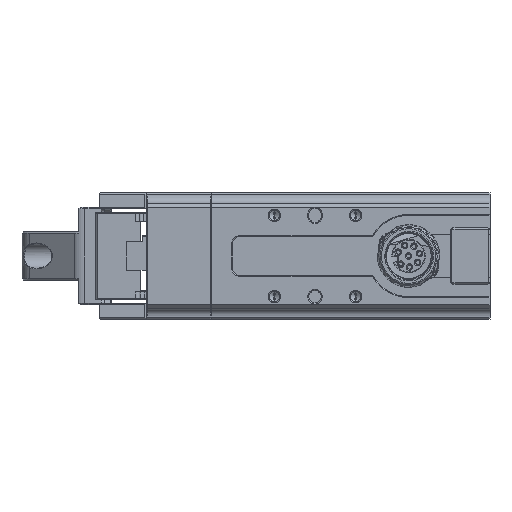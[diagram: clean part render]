
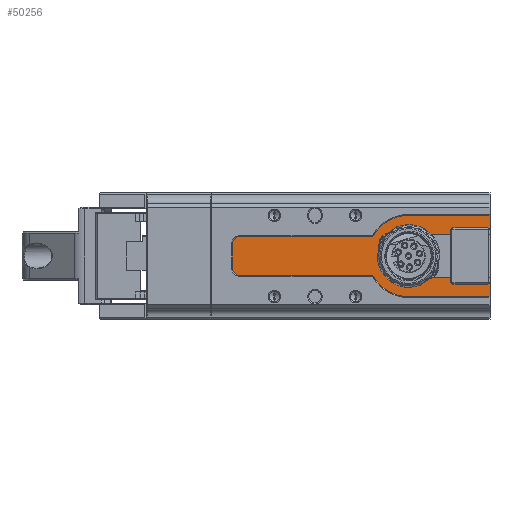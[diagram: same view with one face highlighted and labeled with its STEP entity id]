
A CAD part, left-side view. The second image highlights one B-rep face of the part: STEP entity #50256.
In plain terms, the highlighted planar face has unit normal (-1, 0, 0).
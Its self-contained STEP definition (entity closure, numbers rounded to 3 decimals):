
#177 = VERTEX_POINT ( 'NONE', #20814 ) ;
#242 = EDGE_CURVE ( 'NONE', #31670, #70267, #58358, .T. ) ;
#2242 = DIRECTION ( 'NONE',  ( 0., 0., 1. ) ) ;
#2490 = ORIENTED_EDGE ( 'NONE', *, *, #26313, .F. ) ;
#3287 = VECTOR ( 'NONE', #26408, 1000. ) ;
#5501 = CARTESIAN_POINT ( 'NONE',  ( -30.8, 61.5, -4.8 ) ) ;
#5843 = CARTESIAN_POINT ( 'NONE',  ( -30.8, 20., 0. ) ) ;
#6472 = LINE ( 'NONE', #42154, #6690 ) ;
#6532 = CARTESIAN_POINT ( 'NONE',  ( -30.8, 20., 5.4 ) ) ;
#6690 = VECTOR ( 'NONE', #35118, 1000. ) ;
#7557 = VECTOR ( 'NONE', #21379, 1000. ) ;
#7593 = EDGE_CURVE ( 'NONE', #177, #79760, #16876, .T. ) ;
#8390 = DIRECTION ( 'NONE',  ( -1., 0., 0. ) ) ;
#9704 = ORIENTED_EDGE ( 'NONE', *, *, #49196, .T. ) ;
#10239 = DIRECTION ( 'NONE',  ( 0., 1., 0. ) ) ;
#11520 = VERTEX_POINT ( 'NONE', #24714 ) ;
#11921 = LINE ( 'NONE', #90895, #72005 ) ;
#12772 = CARTESIAN_POINT ( 'NONE',  ( -30.8, 20., -5.4 ) ) ;
#12985 = DIRECTION ( 'NONE',  ( 0., -1., 0. ) ) ;
#14693 = EDGE_CURVE ( 'NONE', #81845, #38249, #90838, .T. ) ;
#14727 = CARTESIAN_POINT ( 'NONE',  ( -30.8, 20., -4.8 ) ) ;
#15790 = DIRECTION ( 'NONE',  ( 0., 0., 1. ) ) ;
#15961 = CARTESIAN_POINT ( 'NONE',  ( -30.8, 20., 10. ) ) ;
#16876 = LINE ( 'NONE', #15961, #77585 ) ;
#19470 = EDGE_CURVE ( 'NONE', #79760, #65413, #74699, .T. ) ;
#20204 = EDGE_CURVE ( 'NONE', #49926, #31670, #40353, .T. ) ;
#20814 = CARTESIAN_POINT ( 'NONE',  ( -30.8, 0., 10. ) ) ;
#21140 = CARTESIAN_POINT ( 'NONE',  ( -30.8, 0., 5.4 ) ) ;
#21379 = DIRECTION ( 'NONE',  ( 0., 0., -1. ) ) ;
#21582 = EDGE_CURVE ( 'NONE', #51215, #38249, #39439, .T. ) ;
#21677 = AXIS2_PLACEMENT_3D ( 'NONE', #5843, #48101, #63144 ) ;
#22334 = CARTESIAN_POINT ( 'NONE',  ( -30.8, 20., 0. ) ) ;
#23083 = EDGE_CURVE ( 'NONE', #11520, #63870, #63173, .T. ) ;
#23401 = PLANE ( 'NONE',  #81923 ) ;
#23493 = CARTESIAN_POINT ( 'NONE',  ( -30.8, 63.3, 0. ) ) ;
#24714 = CARTESIAN_POINT ( 'NONE',  ( -30.8, 61.5, 4.8 ) ) ;
#26313 = EDGE_CURVE ( 'NONE', #87024, #81845, #66229, .T. ) ;
#26408 = DIRECTION ( 'NONE',  ( 0., -1., 0. ) ) ;
#29122 = EDGE_CURVE ( 'NONE', #74709, #87024, #65227, .T. ) ;
#29387 = DIRECTION ( 'NONE',  ( -1., 0., 0. ) ) ;
#30262 = ORIENTED_EDGE ( 'NONE', *, *, #14693, .F. ) ;
#30429 = ORIENTED_EDGE ( 'NONE', *, *, #19470, .T. ) ;
#31373 = DIRECTION ( 'NONE',  ( -1., 0., 0. ) ) ;
#31649 = CARTESIAN_POINT ( 'NONE',  ( -30.8, 20., -5.4 ) ) ;
#31670 = VERTEX_POINT ( 'NONE', #5501 ) ;
#31977 = CARTESIAN_POINT ( 'NONE',  ( -30.8, 0., 0. ) ) ;
#33877 = VERTEX_POINT ( 'NONE', #49236 ) ;
#34397 = ORIENTED_EDGE ( 'NONE', *, *, #21582, .T. ) ;
#35083 = CARTESIAN_POINT ( 'NONE',  ( -30.8, 61.5, 3. ) ) ;
#35118 = DIRECTION ( 'NONE',  ( 0., 1., 0. ) ) ;
#35443 = VECTOR ( 'NONE', #12985, 1000. ) ;
#36994 = DIRECTION ( 'NONE',  ( 0., 0., 1. ) ) ;
#38249 = VERTEX_POINT ( 'NONE', #63912 ) ;
#39439 = LINE ( 'NONE', #31977, #82713 ) ;
#40353 = CIRCLE ( 'NONE', #68898, 1.8 ) ;
#41144 = LINE ( 'NONE', #41596, #35443 ) ;
#41596 = CARTESIAN_POINT ( 'NONE',  ( -30.8, 20., -10. ) ) ;
#41713 = AXIS2_PLACEMENT_3D ( 'NONE', #22334, #29387, #15790 ) ;
#42154 = CARTESIAN_POINT ( 'NONE',  ( -30.8, 20., 4.8 ) ) ;
#45393 = ORIENTED_EDGE ( 'NONE', *, *, #88728, .T. ) ;
#48101 = DIRECTION ( 'NONE',  ( -1., 0., 0. ) ) ;
#48694 = DIRECTION ( 'NONE',  ( -1., 0., 0. ) ) ;
#49196 = EDGE_CURVE ( 'NONE', #70267, #33877, #87774, .T. ) ;
#49236 = CARTESIAN_POINT ( 'NONE',  ( -30.8, 20., -10. ) ) ;
#49926 = VERTEX_POINT ( 'NONE', #76208 ) ;
#50256 = ADVANCED_FACE ( 'NONE', ( #72766 ), #23401, .T. ) ;
#51215 = VERTEX_POINT ( 'NONE', #89705 ) ;
#51543 = DIRECTION ( 'NONE',  ( 0., 1., 0. ) ) ;
#51710 = DIRECTION ( 'NONE',  ( 0., -1., 0. ) ) ;
#51965 = CARTESIAN_POINT ( 'NONE',  ( -30.8, 20., 0. ) ) ;
#52420 = CARTESIAN_POINT ( 'NONE',  ( -30.8, 61.5, -3. ) ) ;
#54114 = AXIS2_PLACEMENT_3D ( 'NONE', #35083, #48694, #85462 ) ;
#55133 = DIRECTION ( 'NONE',  ( -1., 0., 0. ) ) ;
#56986 = ORIENTED_EDGE ( 'NONE', *, *, #62860, .T. ) ;
#58358 = LINE ( 'NONE', #14727, #72377 ) ;
#58376 = CARTESIAN_POINT ( 'NONE',  ( -30.8, 20., 10. ) ) ;
#58530 = ORIENTED_EDGE ( 'NONE', *, *, #29122, .F. ) ;
#59167 = LINE ( 'NONE', #23493, #7557 ) ;
#61564 = EDGE_CURVE ( 'NONE', #65413, #11520, #6472, .T. ) ;
#62860 = EDGE_CURVE ( 'NONE', #33877, #51215, #41144, .T. ) ;
#63144 = DIRECTION ( 'NONE',  ( 0., 0., 1. ) ) ;
#63173 = CIRCLE ( 'NONE', #54114, 1.8 ) ;
#63870 = VERTEX_POINT ( 'NONE', #87390 ) ;
#63912 = CARTESIAN_POINT ( 'NONE',  ( -30.8, 0., -5.4 ) ) ;
#65227 = LINE ( 'NONE', #6532, #84930 ) ;
#65413 = VERTEX_POINT ( 'NONE', #73558 ) ;
#66229 = CIRCLE ( 'NONE', #41713, 5.4 ) ;
#67144 = AXIS2_PLACEMENT_3D ( 'NONE', #90043, #55133, #69304 ) ;
#67417 = ORIENTED_EDGE ( 'NONE', *, *, #23083, .T. ) ;
#67667 = ORIENTED_EDGE ( 'NONE', *, *, #242, .T. ) ;
#68217 = ORIENTED_EDGE ( 'NONE', *, *, #61564, .T. ) ;
#68553 = CARTESIAN_POINT ( 'NONE',  ( -30.8, 28.773, -4.8 ) ) ;
#68898 = AXIS2_PLACEMENT_3D ( 'NONE', #52420, #31373, #2242 ) ;
#69304 = DIRECTION ( 'NONE',  ( 0., 0., 1. ) ) ;
#69702 = DIRECTION ( 'NONE',  ( 0., 0., 1. ) ) ;
#70159 = EDGE_CURVE ( 'NONE', #63870, #49926, #59167, .T. ) ;
#70267 = VERTEX_POINT ( 'NONE', #68553 ) ;
#70568 = EDGE_LOOP ( 'NONE', ( #58530, #45393, #77787, #30429, #68217, #67417, #74005, #88444, #67667, #9704, #56986, #34397, #30262, #2490 ) ) ;
#71962 = CARTESIAN_POINT ( 'NONE',  ( -30.8, 20., 5.4 ) ) ;
#72005 = VECTOR ( 'NONE', #69702, 1000. ) ;
#72377 = VECTOR ( 'NONE', #51710, 1000. ) ;
#72766 = FACE_OUTER_BOUND ( 'NONE', #70568, .T. ) ;
#73558 = CARTESIAN_POINT ( 'NONE',  ( -30.8, 28.773, 4.8 ) ) ;
#74005 = ORIENTED_EDGE ( 'NONE', *, *, #70159, .T. ) ;
#74699 = CIRCLE ( 'NONE', #67144, 10. ) ;
#74709 = VERTEX_POINT ( 'NONE', #21140 ) ;
#76208 = CARTESIAN_POINT ( 'NONE',  ( -30.8, 63.3, -3. ) ) ;
#77585 = VECTOR ( 'NONE', #10239, 1000. ) ;
#77787 = ORIENTED_EDGE ( 'NONE', *, *, #7593, .T. ) ;
#79760 = VERTEX_POINT ( 'NONE', #58376 ) ;
#81845 = VERTEX_POINT ( 'NONE', #31649 ) ;
#81923 = AXIS2_PLACEMENT_3D ( 'NONE', #51965, #8390, #36994 ) ;
#82713 = VECTOR ( 'NONE', #87168, 1000. ) ;
#84930 = VECTOR ( 'NONE', #51543, 1000. ) ;
#85462 = DIRECTION ( 'NONE',  ( 0., 0., 1. ) ) ;
#87024 = VERTEX_POINT ( 'NONE', #71962 ) ;
#87168 = DIRECTION ( 'NONE',  ( 0., 0., 1. ) ) ;
#87390 = CARTESIAN_POINT ( 'NONE',  ( -30.8, 63.3, 3. ) ) ;
#87774 = CIRCLE ( 'NONE', #21677, 10. ) ;
#88444 = ORIENTED_EDGE ( 'NONE', *, *, #20204, .T. ) ;
#88728 = EDGE_CURVE ( 'NONE', #74709, #177, #11921, .T. ) ;
#89705 = CARTESIAN_POINT ( 'NONE',  ( -30.8, 0., -10. ) ) ;
#90043 = CARTESIAN_POINT ( 'NONE',  ( -30.8, 20., 0. ) ) ;
#90838 = LINE ( 'NONE', #12772, #3287 ) ;
#90895 = CARTESIAN_POINT ( 'NONE',  ( -30.8, 0., 0. ) ) ;
